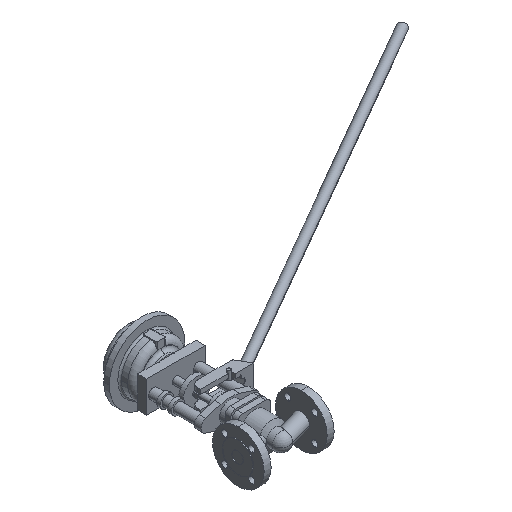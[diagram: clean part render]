
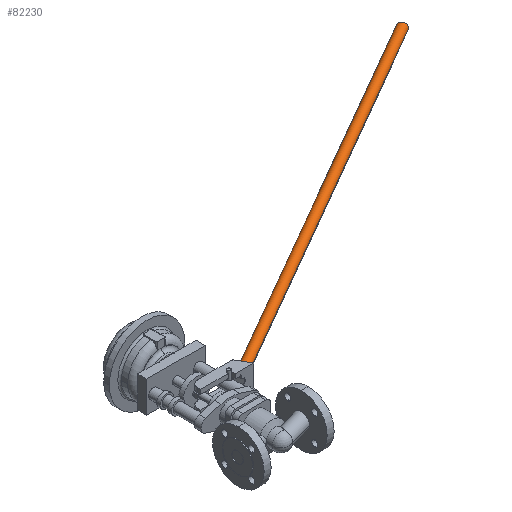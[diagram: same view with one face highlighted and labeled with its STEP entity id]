
A CAD part, isometric view. The second image highlights one B-rep face of the part: STEP entity #82230.
In plain terms, the highlighted cylindrical face has radius 10 mm (diameter 20 mm), a partial arc.
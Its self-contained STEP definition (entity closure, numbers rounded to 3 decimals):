
#25610=CARTESIAN_POINT('',(583.037,397.26,
0.));
#25620=DIRECTION('',(-0.866,-0.5,0.));
#25630=DIRECTION('',(0.5,-0.866,0.));
#25640=AXIS2_PLACEMENT_3D('',#25610,#25620,#25630);
#25650=CYLINDRICAL_SURFACE('',#25640,10.);
#25660=CARTESIAN_POINT('',(578.037,405.92,
0.));
#25670=DIRECTION('',(-0.866,-0.5,0.));
#25680=VECTOR('',#25670,1.);
#25690=LINE('',#25660,#25680);
#25700=CARTESIAN_POINT('',(1008.884,654.67,
0.));
#25710=VERTEX_POINT('',#25700);
#25720=CARTESIAN_POINT('',(160.179,164.67,
0.));
#25730=VERTEX_POINT('',#25720);
#25740=EDGE_CURVE('',#25710,#25730,#25690,.T.);
#25760=CARTESIAN_POINT('',(165.179,156.01,
0.));
#25770=DIRECTION('',(-0.866,-0.5,0.));
#25780=DIRECTION('',(0.5,-0.866,
0.));
#25790=AXIS2_PLACEMENT_3D('',#25760,#25770,#25780);
#25800=CIRCLE('',#25790,10.);
#25810=CARTESIAN_POINT('',(170.179,147.349,
0.));
#25820=VERTEX_POINT('',#25810);
#25850=CARTESIAN_POINT('',(588.037,388.599,
0.));
#25860=DIRECTION('',(-0.866,-0.5,0.));
#25870=VECTOR('',#25860,1.);
#25880=LINE('',#25850,#25870);
#25890=CARTESIAN_POINT('',(1018.884,637.349,
0.));
#25900=VERTEX_POINT('',#25890);
#25910=EDGE_CURVE('',#25900,#25820,#25880,.T.);
#25930=CARTESIAN_POINT('',(1013.884,646.01,
0.));
#25940=DIRECTION('',(0.866,0.5,0.));
#25950=DIRECTION('',(0.5,-0.866,0.));
#25960=AXIS2_PLACEMENT_3D('',#25930,#25940,#25950);
#25970=CIRCLE('',#25960,10.);
#44330=EDGE_CURVE('',#25710,#25900,#25970,.T.);
#48060=EDGE_CURVE('',#25820,#25730,#25800,.T.);
#82170=ORIENTED_EDGE('',*,*,#25740,.T.);
#82180=ORIENTED_EDGE('',*,*,#44330,.F.);
#82190=ORIENTED_EDGE('',*,*,#25910,.F.);
#82200=ORIENTED_EDGE('',*,*,#48060,.F.);
#82210=EDGE_LOOP('',(#82200,#82190,#82180,#82170));
#82220=FACE_OUTER_BOUND('',#82210,.T.);
#82230=ADVANCED_FACE('',(#82220),#25650,.T.);
